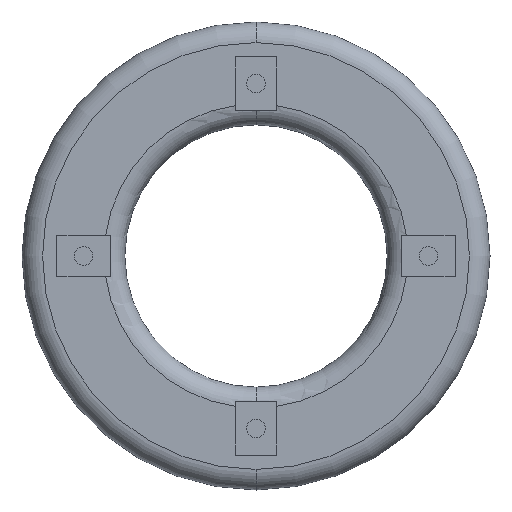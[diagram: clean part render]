
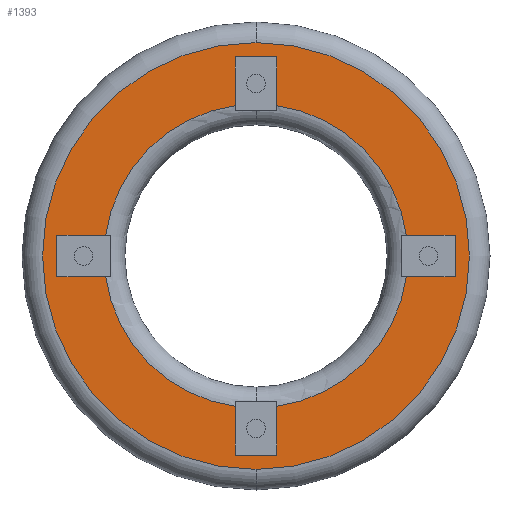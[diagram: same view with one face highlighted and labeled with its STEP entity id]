
A CAD part, front view. The second image highlights one B-rep face of the part: STEP entity #1393.
In plain terms, the highlighted planar face has unit normal (0, -1, 0).
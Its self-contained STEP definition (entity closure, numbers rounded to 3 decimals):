
#2 = CARTESIAN_POINT ( 'NONE',  ( 5., 0., -48.4 ) ) ;
#13 = LINE ( 'NONE', #132, #1519 ) ;
#25 = VERTEX_POINT ( 'NONE', #1531 ) ;
#47 = VECTOR ( 'NONE', #1605, 1000. ) ;
#84 = CARTESIAN_POINT ( 'NONE',  ( -5., 0., -48.4 ) ) ;
#91 = CARTESIAN_POINT ( 'NONE',  ( -48.4, 0., -5. ) ) ;
#92 = LINE ( 'NONE', #319, #1751 ) ;
#104 = CARTESIAN_POINT ( 'NONE',  ( -5., 0., -48.4 ) ) ;
#107 = CARTESIAN_POINT ( 'NONE',  ( 48.4, 0., -5. ) ) ;
#123 = CIRCLE ( 'NONE', #1491, 36.886 ) ;
#132 = CARTESIAN_POINT ( 'NONE',  ( 5., 0., 48.4 ) ) ;
#143 = LINE ( 'NONE', #310, #552 ) ;
#145 = ORIENTED_EDGE ( 'NONE', *, *, #921, .F. ) ;
#146 = ORIENTED_EDGE ( 'NONE', *, *, #1672, .F. ) ;
#150 = DIRECTION ( 'NONE',  ( 0., 1., 0. ) ) ;
#190 = VERTEX_POINT ( 'NONE', #84 ) ;
#238 = VERTEX_POINT ( 'NONE', #91 ) ;
#247 = CARTESIAN_POINT ( 'NONE',  ( -5., 0., -48.4 ) ) ;
#253 = DIRECTION ( 'NONE',  ( 1., 0., 0. ) ) ;
#279 = EDGE_CURVE ( 'NONE', #1148, #190, #862, .T. ) ;
#288 = VERTEX_POINT ( 'NONE', #856 ) ;
#302 = FACE_BOUND ( 'NONE', #1559, .T. ) ;
#306 = CARTESIAN_POINT ( 'NONE',  ( -5., 0., 48.4 ) ) ;
#310 = CARTESIAN_POINT ( 'NONE',  ( -48.4, 0., 5. ) ) ;
#315 = EDGE_CURVE ( 'NONE', #1642, #1521, #560, .T. ) ;
#319 = CARTESIAN_POINT ( 'NONE',  ( 48.4, 0., 5. ) ) ;
#339 = EDGE_CURVE ( 'NONE', #785, #238, #1413, .T. ) ;
#341 = DIRECTION ( 'NONE',  ( 0., 1., 0. ) ) ;
#352 = CARTESIAN_POINT ( 'NONE',  ( 0., 0., 0. ) ) ;
#360 = CARTESIAN_POINT ( 'NONE',  ( -5., 0., 48.4 ) ) ;
#367 = CARTESIAN_POINT ( 'NONE',  ( 48.4, 0., 5. ) ) ;
#394 = VECTOR ( 'NONE', #1777, 1000. ) ;
#397 = CARTESIAN_POINT ( 'NONE',  ( -5., 0., 36.545 ) ) ;
#414 = DIRECTION ( 'NONE',  ( 0., 1., 0. ) ) ;
#424 = ORIENTED_EDGE ( 'NONE', *, *, #1210, .T. ) ;
#447 = VECTOR ( 'NONE', #1262, 1000. ) ;
#450 = EDGE_CURVE ( 'NONE', #719, #525, #13, .T. ) ;
#456 = VECTOR ( 'NONE', #1740, 1000. ) ;
#466 = ORIENTED_EDGE ( 'NONE', *, *, #563, .T. ) ;
#469 = VECTOR ( 'NONE', #1147, 1000. ) ;
#491 = DIRECTION ( 'NONE',  ( 0., -1., 0. ) ) ;
#509 = ORIENTED_EDGE ( 'NONE', *, *, #339, .F. ) ;
#511 = DIRECTION ( 'NONE',  ( 0., 0., 1. ) ) ;
#519 = ORIENTED_EDGE ( 'NONE', *, *, #279, .F. ) ;
#525 = VERTEX_POINT ( 'NONE', #1804 ) ;
#545 = DIRECTION ( 'NONE',  ( 0., 1., 0. ) ) ;
#547 = EDGE_CURVE ( 'NONE', #719, #1189, #123, .T. ) ;
#552 = VECTOR ( 'NONE', #1199, 1000. ) ;
#558 = ORIENTED_EDGE ( 'NONE', *, *, #1279, .T. ) ;
#560 = LINE ( 'NONE', #566, #1196 ) ;
#563 = EDGE_CURVE ( 'NONE', #1249, #288, #1664, .T. ) ;
#565 = AXIS2_PLACEMENT_3D ( 'NONE', #1437, #545, #1577 ) ;
#566 = CARTESIAN_POINT ( 'NONE',  ( 48.4, 0., -5. ) ) ;
#568 = CARTESIAN_POINT ( 'NONE',  ( 0., 0., -51.886 ) ) ;
#579 = CARTESIAN_POINT ( 'NONE',  ( -48.4, 0., 5. ) ) ;
#583 = ORIENTED_EDGE ( 'NONE', *, *, #1544, .F. ) ;
#616 = ORIENTED_EDGE ( 'NONE', *, *, #1786, .T. ) ;
#633 = CARTESIAN_POINT ( 'NONE',  ( 0., 0., 0. ) ) ;
#653 = CIRCLE ( 'NONE', #1407, 51.886 ) ;
#666 = ORIENTED_EDGE ( 'NONE', *, *, #1080, .T. ) ;
#686 = EDGE_CURVE ( 'NONE', #525, #1441, #1246, .T. ) ;
#688 = AXIS2_PLACEMENT_3D ( 'NONE', #907, #150, #1188 ) ;
#719 = VERTEX_POINT ( 'NONE', #1118 ) ;
#728 = CARTESIAN_POINT ( 'NONE',  ( 48.4, 0., -5. ) ) ;
#744 = CARTESIAN_POINT ( 'NONE',  ( -48.4, 0., -5. ) ) ;
#784 = DIRECTION ( 'NONE',  ( 0., 0., 1. ) ) ;
#785 = VERTEX_POINT ( 'NONE', #1571 ) ;
#796 = LINE ( 'NONE', #744, #394 ) ;
#820 = AXIS2_PLACEMENT_3D ( 'NONE', #1315, #414, #1467 ) ;
#830 = VERTEX_POINT ( 'NONE', #1300 ) ;
#856 = CARTESIAN_POINT ( 'NONE',  ( 0., 0., 51.886 ) ) ;
#858 = VERTEX_POINT ( 'NONE', #397 ) ;
#862 = LINE ( 'NONE', #247, #456 ) ;
#867 = CARTESIAN_POINT ( 'NONE',  ( 5., 0., -48.4 ) ) ;
#881 = LINE ( 'NONE', #867, #1216 ) ;
#907 = CARTESIAN_POINT ( 'NONE',  ( 0., 0., 0. ) ) ;
#908 = ORIENTED_EDGE ( 'NONE', *, *, #958, .F. ) ;
#921 = EDGE_CURVE ( 'NONE', #1680, #976, #881, .T. ) ;
#943 = EDGE_CURVE ( 'NONE', #830, #785, #143, .T. ) ;
#954 = VECTOR ( 'NONE', #1401, 1000. ) ;
#958 = EDGE_CURVE ( 'NONE', #1133, #1189, #92, .T. ) ;
#976 = VERTEX_POINT ( 'NONE', #1499 ) ;
#1000 = AXIS2_PLACEMENT_3D ( 'NONE', #1233, #341, #1380 ) ;
#1024 = ORIENTED_EDGE ( 'NONE', *, *, #1812, .F. ) ;
#1080 = EDGE_CURVE ( 'NONE', #1148, #25, #1493, .T. ) ;
#1118 = CARTESIAN_POINT ( 'NONE',  ( 5., 0., 36.545 ) ) ;
#1133 = VERTEX_POINT ( 'NONE', #367 ) ;
#1147 = DIRECTION ( 'NONE',  ( 1., 0., 0. ) ) ;
#1148 = VERTEX_POINT ( 'NONE', #1560 ) ;
#1176 = ORIENTED_EDGE ( 'NONE', *, *, #1507, .F. ) ;
#1188 = DIRECTION ( 'NONE',  ( 0., 0., 1. ) ) ;
#1189 = VERTEX_POINT ( 'NONE', #1570 ) ;
#1196 = VECTOR ( 'NONE', #253, 1000. ) ;
#1199 = DIRECTION ( 'NONE',  ( -1., 0., 0. ) ) ;
#1210 = EDGE_CURVE ( 'NONE', #830, #858, #1586, .T. ) ;
#1216 = VECTOR ( 'NONE', #1601, 1000. ) ;
#1233 = CARTESIAN_POINT ( 'NONE',  ( 0., 0., 0. ) ) ;
#1246 = LINE ( 'NONE', #1416, #447 ) ;
#1249 = VERTEX_POINT ( 'NONE', #568 ) ;
#1262 = DIRECTION ( 'NONE',  ( -1., 0., 0. ) ) ;
#1279 = EDGE_CURVE ( 'NONE', #1642, #976, #1867, .T. ) ;
#1285 = LINE ( 'NONE', #728, #1678 ) ;
#1300 = CARTESIAN_POINT ( 'NONE',  ( -36.545, 0., 5. ) ) ;
#1315 = CARTESIAN_POINT ( 'NONE',  ( 0., 0., 0. ) ) ;
#1345 = LINE ( 'NONE', #360, #954 ) ;
#1360 = DIRECTION ( 'NONE',  ( -1., 0., 0. ) ) ;
#1373 = CARTESIAN_POINT ( 'NONE',  ( 0., 0., 0. ) ) ;
#1374 = ORIENTED_EDGE ( 'NONE', *, *, #943, .F. ) ;
#1380 = DIRECTION ( 'NONE',  ( 0., 0., 1. ) ) ;
#1393 = ADVANCED_FACE ( 'NONE', ( #1455, #302 ), #1633, .F. ) ;
#1394 = DIRECTION ( 'NONE',  ( 0., -1., 0. ) ) ;
#1401 = DIRECTION ( 'NONE',  ( 0., 0., -1. ) ) ;
#1407 = AXIS2_PLACEMENT_3D ( 'NONE', #352, #1394, #511 ) ;
#1413 = LINE ( 'NONE', #579, #47 ) ;
#1416 = CARTESIAN_POINT ( 'NONE',  ( 5., 0., 48.4 ) ) ;
#1437 = CARTESIAN_POINT ( 'NONE',  ( 0., 0., 0. ) ) ;
#1441 = VERTEX_POINT ( 'NONE', #306 ) ;
#1455 = FACE_OUTER_BOUND ( 'NONE', #1800, .T. ) ;
#1460 = ORIENTED_EDGE ( 'NONE', *, *, #315, .F. ) ;
#1467 = DIRECTION ( 'NONE',  ( 0., 0., 1. ) ) ;
#1473 = CARTESIAN_POINT ( 'NONE',  ( 36.545, 0., -5. ) ) ;
#1491 = AXIS2_PLACEMENT_3D ( 'NONE', #633, #1670, #784 ) ;
#1493 = CIRCLE ( 'NONE', #1000, 36.886 ) ;
#1499 = CARTESIAN_POINT ( 'NONE',  ( 5., 0., -36.545 ) ) ;
#1507 = EDGE_CURVE ( 'NONE', #190, #1680, #1606, .T. ) ;
#1519 = VECTOR ( 'NONE', #1776, 1000. ) ;
#1521 = VERTEX_POINT ( 'NONE', #107 ) ;
#1524 = DIRECTION ( 'NONE',  ( 0., 0., 1. ) ) ;
#1531 = CARTESIAN_POINT ( 'NONE',  ( -36.545, 0., -5. ) ) ;
#1544 = EDGE_CURVE ( 'NONE', #1521, #1133, #1285, .T. ) ;
#1559 = EDGE_LOOP ( 'NONE', ( #1918, #1639, #908, #583, #1460, #558, #145, #1176, #519, #666, #146, #509, #1374, #424, #1024, #1732 ) ) ;
#1560 = CARTESIAN_POINT ( 'NONE',  ( -5., 0., -36.545 ) ) ;
#1570 = CARTESIAN_POINT ( 'NONE',  ( 36.545, 0., 5. ) ) ;
#1571 = CARTESIAN_POINT ( 'NONE',  ( -48.4, 0., 5. ) ) ;
#1577 = DIRECTION ( 'NONE',  ( 0., 0., 1. ) ) ;
#1586 = CIRCLE ( 'NONE', #565, 36.886 ) ;
#1591 = AXIS2_PLACEMENT_3D ( 'NONE', #1373, #491, #1524 ) ;
#1601 = DIRECTION ( 'NONE',  ( 0., 0., 1. ) ) ;
#1605 = DIRECTION ( 'NONE',  ( 0., 0., -1. ) ) ;
#1606 = LINE ( 'NONE', #104, #469 ) ;
#1607 = DIRECTION ( 'NONE',  ( 0., 0., 1. ) ) ;
#1633 = PLANE ( 'NONE',  #688 ) ;
#1639 = ORIENTED_EDGE ( 'NONE', *, *, #547, .T. ) ;
#1642 = VERTEX_POINT ( 'NONE', #1473 ) ;
#1664 = CIRCLE ( 'NONE', #1591, 51.886 ) ;
#1670 = DIRECTION ( 'NONE',  ( 0., 1., 0. ) ) ;
#1672 = EDGE_CURVE ( 'NONE', #238, #25, #796, .T. ) ;
#1678 = VECTOR ( 'NONE', #1607, 1000. ) ;
#1680 = VERTEX_POINT ( 'NONE', #2 ) ;
#1732 = ORIENTED_EDGE ( 'NONE', *, *, #686, .F. ) ;
#1740 = DIRECTION ( 'NONE',  ( 0., 0., -1. ) ) ;
#1751 = VECTOR ( 'NONE', #1360, 1000. ) ;
#1776 = DIRECTION ( 'NONE',  ( 0., 0., 1. ) ) ;
#1777 = DIRECTION ( 'NONE',  ( 1., 0., 0. ) ) ;
#1786 = EDGE_CURVE ( 'NONE', #288, #1249, #653, .T. ) ;
#1800 = EDGE_LOOP ( 'NONE', ( #616, #466 ) ) ;
#1804 = CARTESIAN_POINT ( 'NONE',  ( 5., 0., 48.4 ) ) ;
#1812 = EDGE_CURVE ( 'NONE', #1441, #858, #1345, .T. ) ;
#1867 = CIRCLE ( 'NONE', #820, 36.886 ) ;
#1918 = ORIENTED_EDGE ( 'NONE', *, *, #450, .F. ) ;
